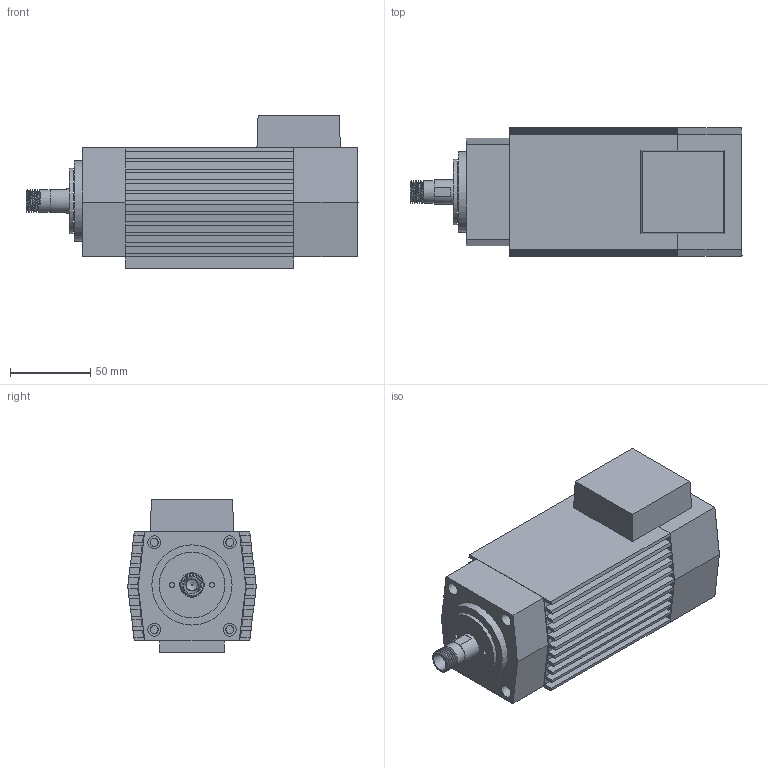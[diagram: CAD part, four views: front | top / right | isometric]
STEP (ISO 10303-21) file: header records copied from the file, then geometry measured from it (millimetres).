
FILE_DESCRIPTION(/* description */ (''),/* implementation_level */ '2;1');
FILE_NAME(/* name */ 'GDZ22.step',/* time_stamp */ '2021-05-03T14:58:55+08:00',/* author */ (''),/* organization */ (''),/* preprocessor_version */ 'ST-DEVELOPER v16',/* originating_system */ 'SIEMENS PLM Software NX 10.0',/* authorisation */ '');
FILE_SCHEMA (('AUTOMOTIVE_DESIGN { 1 0 10303 214 3 1 1 1 }'));
Length unit declared in the file: millimetre
Products named in the file (8): 56; 4; 3; 2; 8; 7; 1; _asm1
Assembly tree (7 placements, depth 2):
  _asm1
    1
    7
    8
    2
    3
    4
    56
Bounding box: 207 x 80 x 95 mm (x, y, z)
Volume: 900457.7 mm3; surface area: 126411.4 mm2
Topology: 7 solids, 7 shells, 192 faces, 502 edges, 334 vertices
Faces by surface type: plane 141, cylinder 32, cone 17, bspline 2
Full cylindrical faces by diameter (mm): 3 x2, 4.2 x2, 5 x10, 6.8 x1, 7.2 x1, 8 x5, 12 x1, 14 x6, 15.2 x1, 41 x1, 50 x1
Entity records: 6524 total; most frequent: CARTESIAN_POINT 2053, DIRECTION 854, ORIENTED_EDGE 820, EDGE_CURVE 410, LINE 336, VECTOR 336, VERTEX_POINT 298, AXIS2_PLACEMENT_3D 259
